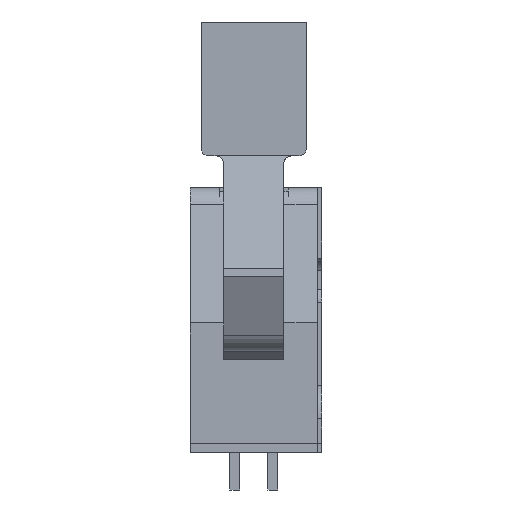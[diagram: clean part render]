
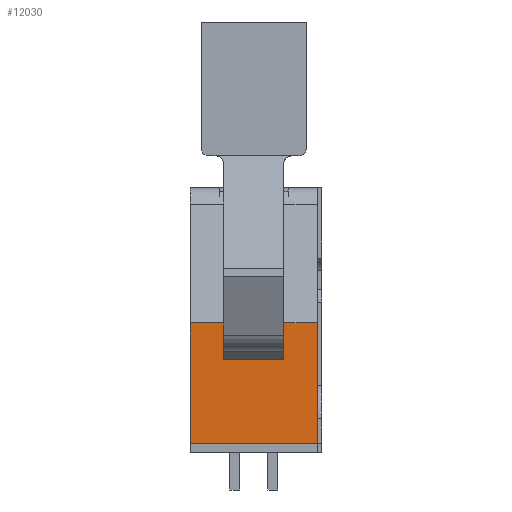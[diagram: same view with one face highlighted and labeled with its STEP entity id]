
A CAD part, front view. The second image highlights one B-rep face of the part: STEP entity #12030.
In plain terms, the highlighted planar face has unit normal (0, -1, 0).
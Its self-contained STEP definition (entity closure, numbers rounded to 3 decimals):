
#754 = PLANE('',#755);
#755 = AXIS2_PLACEMENT_3D('',#756,#757,#758);
#756 = CARTESIAN_POINT('',(-2.955,5.045,16.1));
#757 = DIRECTION('',(1.,0.,0.));
#758 = DIRECTION('',(0.,1.,0.));
#2385 = VERTEX_POINT('',#2386);
#2386 = CARTESIAN_POINT('',(-2.955,-71.88,0.6));
#2400 = PLANE('',#2401);
#2401 = AXIS2_PLACEMENT_3D('',#2402,#2403,#2404);
#2402 = CARTESIAN_POINT('',(5.495,-71.43,0.6));
#2403 = DIRECTION('',(0.,0.,-1.));
#2404 = DIRECTION('',(0.,1.,0.));
#2412 = EDGE_CURVE('',#2413,#2385,#2415,.T.);
#2413 = VERTEX_POINT('',#2414);
#2414 = CARTESIAN_POINT('',(-2.955,-71.88,8.6));
#2415 = SURFACE_CURVE('',#2416,(#2420,#2427),.PCURVE_S1.);
#2416 = LINE('',#2417,#2418);
#2417 = CARTESIAN_POINT('',(-2.955,-71.88,0.6));
#2418 = VECTOR('',#2419,1.);
#2419 = DIRECTION('',(0.,0.,-1.));
#2420 = PCURVE('',#754,#2421);
#2421 = DEFINITIONAL_REPRESENTATION('',(#2422),#2426);
#2422 = LINE('',#2423,#2424);
#2423 = CARTESIAN_POINT('',(-76.925,-15.5));
#2424 = VECTOR('',#2425,1.);
#2425 = DIRECTION('',(0.,-1.));
#2426 = ( GEOMETRIC_REPRESENTATION_CONTEXT(2) 
PARAMETRIC_REPRESENTATION_CONTEXT() REPRESENTATION_CONTEXT('2D SPACE',''
  ) );
#2427 = PCURVE('',#2428,#2433);
#2428 = PLANE('',#2429);
#2429 = AXIS2_PLACEMENT_3D('',#2430,#2431,#2432);
#2430 = CARTESIAN_POINT('',(5.495,-71.88,0.6));
#2431 = DIRECTION('',(0.,-1.,0.));
#2432 = DIRECTION('',(-1.,0.,0.));
#2433 = DEFINITIONAL_REPRESENTATION('',(#2434),#2438);
#2434 = LINE('',#2435,#2436);
#2435 = CARTESIAN_POINT('',(8.45,0.));
#2436 = VECTOR('',#2437,1.);
#2437 = DIRECTION('',(-0.,1.));
#2438 = ( GEOMETRIC_REPRESENTATION_CONTEXT(2) 
PARAMETRIC_REPRESENTATION_CONTEXT() REPRESENTATION_CONTEXT('2D SPACE',''
  ) );
#2456 = PLANE('',#2457);
#2457 = AXIS2_PLACEMENT_3D('',#2458,#2459,#2460);
#2458 = CARTESIAN_POINT('',(5.495,-71.88,8.6));
#2459 = DIRECTION('',(0.,-0.966,0.259)
  );
#2460 = DIRECTION('',(0.,-0.259,
    -0.966));
#3563 = PLANE('',#3564);
#3564 = AXIS2_PLACEMENT_3D('',#3565,#3566,#3567);
#3565 = CARTESIAN_POINT('',(5.495,-66.005,16.1));
#3566 = DIRECTION('',(1.,0.,0.));
#3567 = DIRECTION('',(0.,-1.,0.));
#11090 = PLANE('',#11091);
#11091 = AXIS2_PLACEMENT_3D('',#11092,#11093,#11094);
#11092 = CARTESIAN_POINT('',(-0.73,-30.48,0.));
#11093 = DIRECTION('',(1.,0.,0.));
#11094 = DIRECTION('',(0.,-1.,0.));
#11129 = EDGE_CURVE('',#11130,#2413,#11132,.T.);
#11130 = VERTEX_POINT('',#11131);
#11131 = CARTESIAN_POINT('',(-0.73,-71.88,8.6));
#11132 = SURFACE_CURVE('',#11133,(#11137,#11144),.PCURVE_S1.);
#11133 = LINE('',#11134,#11135);
#11134 = CARTESIAN_POINT('',(5.495,-71.88,8.6));
#11135 = VECTOR('',#11136,1.);
#11136 = DIRECTION('',(-1.,0.,0.));
#11137 = PCURVE('',#2456,#11138);
#11138 = DEFINITIONAL_REPRESENTATION('',(#11139),#11143);
#11139 = LINE('',#11140,#11141);
#11140 = CARTESIAN_POINT('',(0.,0.));
#11141 = VECTOR('',#11142,1.);
#11142 = DIRECTION('',(0.,-1.));
#11143 = ( GEOMETRIC_REPRESENTATION_CONTEXT(2) 
PARAMETRIC_REPRESENTATION_CONTEXT() REPRESENTATION_CONTEXT('2D SPACE',''
  ) );
#11144 = PCURVE('',#2428,#11145);
#11145 = DEFINITIONAL_REPRESENTATION('',(#11146),#11150);
#11146 = LINE('',#11147,#11148);
#11147 = CARTESIAN_POINT('',(0.,-8.));
#11148 = VECTOR('',#11149,1.);
#11149 = DIRECTION('',(1.,0.));
#11150 = ( GEOMETRIC_REPRESENTATION_CONTEXT(2) 
PARAMETRIC_REPRESENTATION_CONTEXT() REPRESENTATION_CONTEXT('2D SPACE',''
  ) );
#11654 = PLANE('',#11655);
#11655 = AXIS2_PLACEMENT_3D('',#11656,#11657,#11658);
#11656 = CARTESIAN_POINT('',(3.27,-30.48,0.));
#11657 = DIRECTION('',(1.,0.,0.));
#11658 = DIRECTION('',(0.,-1.,0.));
#11988 = VERTEX_POINT('',#11989);
#11989 = CARTESIAN_POINT('',(5.495,-71.88,0.6));
#12010 = EDGE_CURVE('',#11988,#2385,#12011,.T.);
#12011 = SURFACE_CURVE('',#12012,(#12016,#12023),.PCURVE_S1.);
#12012 = LINE('',#12013,#12014);
#12013 = CARTESIAN_POINT('',(5.495,-71.88,0.6));
#12014 = VECTOR('',#12015,1.);
#12015 = DIRECTION('',(-1.,0.,0.));
#12016 = PCURVE('',#2400,#12017);
#12017 = DEFINITIONAL_REPRESENTATION('',(#12018),#12022);
#12018 = LINE('',#12019,#12020);
#12019 = CARTESIAN_POINT('',(-0.45,-0.));
#12020 = VECTOR('',#12021,1.);
#12021 = DIRECTION('',(0.,-1.));
#12022 = ( GEOMETRIC_REPRESENTATION_CONTEXT(2) 
PARAMETRIC_REPRESENTATION_CONTEXT() REPRESENTATION_CONTEXT('2D SPACE',''
  ) );
#12023 = PCURVE('',#2428,#12024);
#12024 = DEFINITIONAL_REPRESENTATION('',(#12025),#12029);
#12025 = LINE('',#12026,#12027);
#12026 = CARTESIAN_POINT('',(0.,0.));
#12027 = VECTOR('',#12028,1.);
#12028 = DIRECTION('',(1.,0.));
#12029 = ( GEOMETRIC_REPRESENTATION_CONTEXT(2) 
PARAMETRIC_REPRESENTATION_CONTEXT() REPRESENTATION_CONTEXT('2D SPACE',''
  ) );
#12030 = ADVANCED_FACE('',(#12031),#2428,.T.);
#12031 = FACE_BOUND('',#12032,.T.);
#12032 = EDGE_LOOP('',(#12033,#12058,#12086,#12107,#12108,#12109,#12110,
    #12133));
#12033 = ORIENTED_EDGE('',*,*,#12034,.T.);
#12034 = EDGE_CURVE('',#12035,#12037,#12039,.T.);
#12035 = VERTEX_POINT('',#12036);
#12036 = CARTESIAN_POINT('',(3.27,-71.88,8.6));
#12037 = VERTEX_POINT('',#12038);
#12038 = CARTESIAN_POINT('',(3.27,-71.88,6.15));
#12039 = SURFACE_CURVE('',#12040,(#12044,#12051),.PCURVE_S1.);
#12040 = LINE('',#12041,#12042);
#12041 = CARTESIAN_POINT('',(3.27,-71.88,17.6));
#12042 = VECTOR('',#12043,1.);
#12043 = DIRECTION('',(0.,0.,-1.));
#12044 = PCURVE('',#2428,#12045);
#12045 = DEFINITIONAL_REPRESENTATION('',(#12046),#12050);
#12046 = LINE('',#12047,#12048);
#12047 = CARTESIAN_POINT('',(2.225,-17.));
#12048 = VECTOR('',#12049,1.);
#12049 = DIRECTION('',(0.,1.));
#12050 = ( GEOMETRIC_REPRESENTATION_CONTEXT(2) 
PARAMETRIC_REPRESENTATION_CONTEXT() REPRESENTATION_CONTEXT('2D SPACE',''
  ) );
#12051 = PCURVE('',#11654,#12052);
#12052 = DEFINITIONAL_REPRESENTATION('',(#12053),#12057);
#12053 = LINE('',#12054,#12055);
#12054 = CARTESIAN_POINT('',(41.4,-17.6));
#12055 = VECTOR('',#12056,1.);
#12056 = DIRECTION('',(0.,1.));
#12057 = ( GEOMETRIC_REPRESENTATION_CONTEXT(2) 
PARAMETRIC_REPRESENTATION_CONTEXT() REPRESENTATION_CONTEXT('2D SPACE',''
  ) );
#12058 = ORIENTED_EDGE('',*,*,#12059,.T.);
#12059 = EDGE_CURVE('',#12037,#12060,#12062,.T.);
#12060 = VERTEX_POINT('',#12061);
#12061 = CARTESIAN_POINT('',(-0.73,-71.88,6.15));
#12062 = SURFACE_CURVE('',#12063,(#12067,#12074),.PCURVE_S1.);
#12063 = LINE('',#12064,#12065);
#12064 = CARTESIAN_POINT('',(3.27,-71.88,6.15));
#12065 = VECTOR('',#12066,1.);
#12066 = DIRECTION('',(-1.,0.,0.));
#12067 = PCURVE('',#2428,#12068);
#12068 = DEFINITIONAL_REPRESENTATION('',(#12069),#12073);
#12069 = LINE('',#12070,#12071);
#12070 = CARTESIAN_POINT('',(2.225,-5.55));
#12071 = VECTOR('',#12072,1.);
#12072 = DIRECTION('',(1.,0.));
#12073 = ( GEOMETRIC_REPRESENTATION_CONTEXT(2) 
PARAMETRIC_REPRESENTATION_CONTEXT() REPRESENTATION_CONTEXT('2D SPACE',''
  ) );
#12074 = PCURVE('',#12075,#12080);
#12075 = PLANE('',#12076);
#12076 = AXIS2_PLACEMENT_3D('',#12077,#12078,#12079);
#12077 = CARTESIAN_POINT('',(3.27,-71.88,6.15));
#12078 = DIRECTION('',(0.,0.,-1.));
#12079 = DIRECTION('',(1.,0.,0.));
#12080 = DEFINITIONAL_REPRESENTATION('',(#12081),#12085);
#12081 = LINE('',#12082,#12083);
#12082 = CARTESIAN_POINT('',(0.,0.));
#12083 = VECTOR('',#12084,1.);
#12084 = DIRECTION('',(-1.,0.));
#12085 = ( GEOMETRIC_REPRESENTATION_CONTEXT(2) 
PARAMETRIC_REPRESENTATION_CONTEXT() REPRESENTATION_CONTEXT('2D SPACE',''
  ) );
#12086 = ORIENTED_EDGE('',*,*,#12087,.F.);
#12087 = EDGE_CURVE('',#11130,#12060,#12088,.T.);
#12088 = SURFACE_CURVE('',#12089,(#12093,#12100),.PCURVE_S1.);
#12089 = LINE('',#12090,#12091);
#12090 = CARTESIAN_POINT('',(-0.73,-71.88,17.6));
#12091 = VECTOR('',#12092,1.);
#12092 = DIRECTION('',(0.,0.,-1.));
#12093 = PCURVE('',#2428,#12094);
#12094 = DEFINITIONAL_REPRESENTATION('',(#12095),#12099);
#12095 = LINE('',#12096,#12097);
#12096 = CARTESIAN_POINT('',(6.225,-17.));
#12097 = VECTOR('',#12098,1.);
#12098 = DIRECTION('',(0.,1.));
#12099 = ( GEOMETRIC_REPRESENTATION_CONTEXT(2) 
PARAMETRIC_REPRESENTATION_CONTEXT() REPRESENTATION_CONTEXT('2D SPACE',''
  ) );
#12100 = PCURVE('',#11090,#12101);
#12101 = DEFINITIONAL_REPRESENTATION('',(#12102),#12106);
#12102 = LINE('',#12103,#12104);
#12103 = CARTESIAN_POINT('',(41.4,-17.6));
#12104 = VECTOR('',#12105,1.);
#12105 = DIRECTION('',(0.,1.));
#12106 = ( GEOMETRIC_REPRESENTATION_CONTEXT(2) 
PARAMETRIC_REPRESENTATION_CONTEXT() REPRESENTATION_CONTEXT('2D SPACE',''
  ) );
#12107 = ORIENTED_EDGE('',*,*,#11129,.T.);
#12108 = ORIENTED_EDGE('',*,*,#2412,.T.);
#12109 = ORIENTED_EDGE('',*,*,#12010,.F.);
#12110 = ORIENTED_EDGE('',*,*,#12111,.F.);
#12111 = EDGE_CURVE('',#12112,#11988,#12114,.T.);
#12112 = VERTEX_POINT('',#12113);
#12113 = CARTESIAN_POINT('',(5.495,-71.88,8.6));
#12114 = SURFACE_CURVE('',#12115,(#12119,#12126),.PCURVE_S1.);
#12115 = LINE('',#12116,#12117);
#12116 = CARTESIAN_POINT('',(5.495,-71.88,0.6));
#12117 = VECTOR('',#12118,1.);
#12118 = DIRECTION('',(0.,0.,-1.));
#12119 = PCURVE('',#2428,#12120);
#12120 = DEFINITIONAL_REPRESENTATION('',(#12121),#12125);
#12121 = LINE('',#12122,#12123);
#12122 = CARTESIAN_POINT('',(0.,0.));
#12123 = VECTOR('',#12124,1.);
#12124 = DIRECTION('',(-0.,1.));
#12125 = ( GEOMETRIC_REPRESENTATION_CONTEXT(2) 
PARAMETRIC_REPRESENTATION_CONTEXT() REPRESENTATION_CONTEXT('2D SPACE',''
  ) );
#12126 = PCURVE('',#3563,#12127);
#12127 = DEFINITIONAL_REPRESENTATION('',(#12128),#12132);
#12128 = LINE('',#12129,#12130);
#12129 = CARTESIAN_POINT('',(5.875,15.5));
#12130 = VECTOR('',#12131,1.);
#12131 = DIRECTION('',(0.,1.));
#12132 = ( GEOMETRIC_REPRESENTATION_CONTEXT(2) 
PARAMETRIC_REPRESENTATION_CONTEXT() REPRESENTATION_CONTEXT('2D SPACE',''
  ) );
#12133 = ORIENTED_EDGE('',*,*,#12134,.T.);
#12134 = EDGE_CURVE('',#12112,#12035,#12135,.T.);
#12135 = SURFACE_CURVE('',#12136,(#12140,#12147),.PCURVE_S1.);
#12136 = LINE('',#12137,#12138);
#12137 = CARTESIAN_POINT('',(5.495,-71.88,8.6));
#12138 = VECTOR('',#12139,1.);
#12139 = DIRECTION('',(-1.,0.,0.));
#12140 = PCURVE('',#2428,#12141);
#12141 = DEFINITIONAL_REPRESENTATION('',(#12142),#12146);
#12142 = LINE('',#12143,#12144);
#12143 = CARTESIAN_POINT('',(0.,-8.));
#12144 = VECTOR('',#12145,1.);
#12145 = DIRECTION('',(1.,0.));
#12146 = ( GEOMETRIC_REPRESENTATION_CONTEXT(2) 
PARAMETRIC_REPRESENTATION_CONTEXT() REPRESENTATION_CONTEXT('2D SPACE',''
  ) );
#12147 = PCURVE('',#12148,#12153);
#12148 = PLANE('',#12149);
#12149 = AXIS2_PLACEMENT_3D('',#12150,#12151,#12152);
#12150 = CARTESIAN_POINT('',(5.495,-71.88,8.6));
#12151 = DIRECTION('',(0.,-0.966,0.259
    ));
#12152 = DIRECTION('',(0.,-0.259,
    -0.966));
#12153 = DEFINITIONAL_REPRESENTATION('',(#12154),#12158);
#12154 = LINE('',#12155,#12156);
#12155 = CARTESIAN_POINT('',(0.,0.));
#12156 = VECTOR('',#12157,1.);
#12157 = DIRECTION('',(0.,-1.));
#12158 = ( GEOMETRIC_REPRESENTATION_CONTEXT(2) 
PARAMETRIC_REPRESENTATION_CONTEXT() REPRESENTATION_CONTEXT('2D SPACE',''
  ) );
